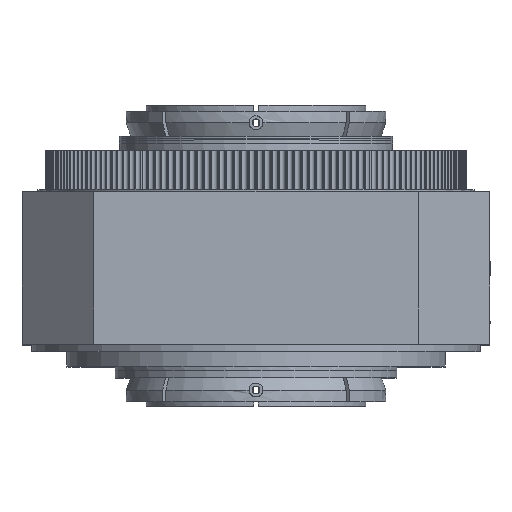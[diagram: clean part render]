
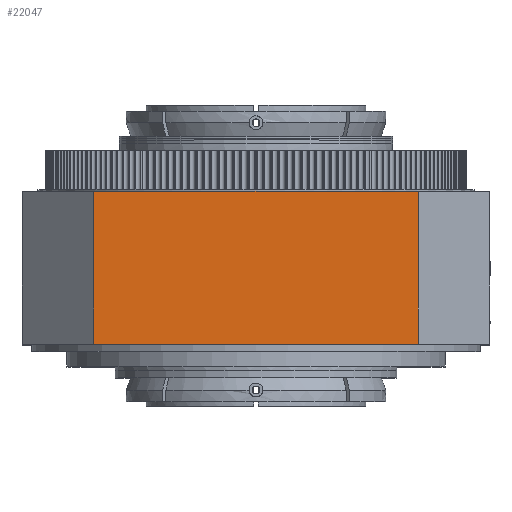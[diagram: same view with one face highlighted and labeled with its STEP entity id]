
A CAD part, top view. The second image highlights one B-rep face of the part: STEP entity #22047.
In plain terms, the highlighted planar face has unit normal (0, 0, 1).
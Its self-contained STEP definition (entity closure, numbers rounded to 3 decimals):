
#2725 = VERTEX_POINT ( 'NONE', #40939 ) ;
#2801 = FACE_OUTER_BOUND ( 'NONE', #36078, .T. ) ;
#2905 = CARTESIAN_POINT ( 'NONE',  ( -170., 70., 528. ) ) ;
#4478 = CARTESIAN_POINT ( 'NONE',  ( -170., 70., 528. ) ) ;
#5154 = ORIENTED_EDGE ( 'NONE', *, *, #8269, .T. ) ;
#6163 = B_SPLINE_CURVE_WITH_KNOTS ( 'NONE', 1,
 ( #27643, #2905 ),
 .UNSPECIFIED., .F., .F.,
 ( 2, 2 ),
 ( 0., 160. ),
 .UNSPECIFIED. ) ;
#7025 = CARTESIAN_POINT ( 'NONE',  ( 170., -90., 528. ) ) ;
#7830 = CARTESIAN_POINT ( 'NONE',  ( 170., -90., 528. ) ) ;
#8269 = EDGE_CURVE ( 'NONE', #2725, #18108, #16265, .T. ) ;
#12004 = EDGE_CURVE ( 'NONE', #35485, #36612, #13449, .T. ) ;
#13021 = EDGE_CURVE ( 'NONE', #36612, #18108, #6163, .T. ) ;
#13449 = B_SPLINE_CURVE_WITH_KNOTS ( 'NONE', 1,
 ( #7025, #24120 ),
 .UNSPECIFIED., .F., .F.,
 ( 2, 2 ),
 ( -415., -75. ),
 .UNSPECIFIED. ) ;
#13451 = DIRECTION ( 'NONE',  ( 1., 0., 0. ) ) ;
#15373 = ORIENTED_EDGE ( 'NONE', *, *, #31976, .T. ) ;
#16265 = B_SPLINE_CURVE_WITH_KNOTS ( 'NONE', 1,
 ( #30448, #29991 ),
 .UNSPECIFIED., .F., .F.,
 ( 2, 2 ),
 ( 705., 1045. ),
 .UNSPECIFIED. ) ;
#17534 = ORIENTED_EDGE ( 'NONE', *, *, #13021, .F. ) ;
#18108 = VERTEX_POINT ( 'NONE', #4478 ) ;
#19194 = CARTESIAN_POINT ( 'NONE',  ( 170., -90., 528. ) ) ;
#22047 = ADVANCED_FACE ( 'NONE', ( #2801 ), #35412, .T. ) ;
#24120 = CARTESIAN_POINT ( 'NONE',  ( -170., -90., 528. ) ) ;
#27643 = CARTESIAN_POINT ( 'NONE',  ( -170., -90., 528. ) ) ;
#28473 = CARTESIAN_POINT ( 'NONE',  ( -170., -90., 528. ) ) ;
#29991 = CARTESIAN_POINT ( 'NONE',  ( -170., 70., 528. ) ) ;
#30134 = B_SPLINE_CURVE_WITH_KNOTS ( 'NONE', 1,
 ( #19194, #32818 ),
 .UNSPECIFIED., .F., .F.,
 ( 2, 2 ),
 ( 0., 160. ),
 .UNSPECIFIED. ) ;
#30178 = DIRECTION ( 'NONE',  ( 0., 0., 1. ) ) ;
#30368 = ORIENTED_EDGE ( 'NONE', *, *, #12004, .F. ) ;
#30448 = CARTESIAN_POINT ( 'NONE',  ( 170., 70., 528. ) ) ;
#31976 = EDGE_CURVE ( 'NONE', #35485, #2725, #30134, .T. ) ;
#32818 = CARTESIAN_POINT ( 'NONE',  ( 170., 70., 528. ) ) ;
#34728 = CARTESIAN_POINT ( 'NONE',  ( -204., 70., 528. ) ) ;
#35412 = PLANE ( 'NONE',  #37558 ) ;
#35485 = VERTEX_POINT ( 'NONE', #7830 ) ;
#36078 = EDGE_LOOP ( 'NONE', ( #5154, #17534, #30368, #15373 ) ) ;
#36612 = VERTEX_POINT ( 'NONE', #28473 ) ;
#37558 = AXIS2_PLACEMENT_3D ( 'NONE', #34728, #30178, #13451 ) ;
#40939 = CARTESIAN_POINT ( 'NONE',  ( 170., 70., 528. ) ) ;
